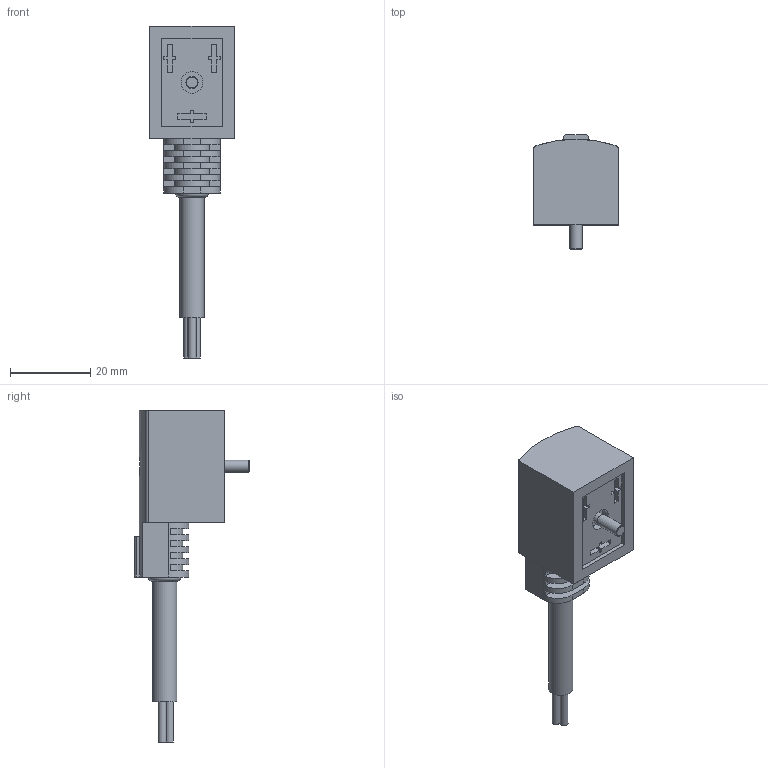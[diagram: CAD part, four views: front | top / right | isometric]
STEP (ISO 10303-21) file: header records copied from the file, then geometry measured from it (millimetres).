
FILE_DESCRIPTION(/* description */ ('STEP AP214'),/* implementation_level */ '2;1');
FILE_NAME(/* name */ '30936_KMF-1-230AC-2_5',/* time_stamp */ '2024-08-29T17:14:40+02:00',/* author */ ('License CC BY-ND 4.0'),/* organization */ ('CADENAS'),/* preprocessor_version */ 'ST-DEVELOPER v19.3',/* originating_system */ 'PARTsolutions',/* authorisation */ ' ');
FILE_SCHEMA (('AUTOMOTIVE_DESIGN {1 0 10303 214 3 1 1}'));
Length unit declared in the file: millimetre
Products named in the file (1): 30936 KMF-1-230AC-2.5
Bounding box: 21 x 28.6 x 82.5 mm (x, y, z)
Volume: 14458.3 mm3; surface area: 5753.2 mm2
Topology: 1 solids, 1 shells, 120 faces, 318 edges, 212 vertices
Faces by surface type: plane 99, cylinder 17, torus 2, cone 2
Full cylindrical faces by diameter (mm): 2 x3, 2.693 x1, 3 x1, 5.4 x1, 6 x2
Entity records: 4478 total; most frequent: CARTESIAN_POINT 675, ORIENTED_EDGE 602, DIRECTION 586, EDGE_CURVE 301, LINE 232, VECTOR 232, VERTEX_POINT 207, AXIS2_PLACEMENT_3D 177
